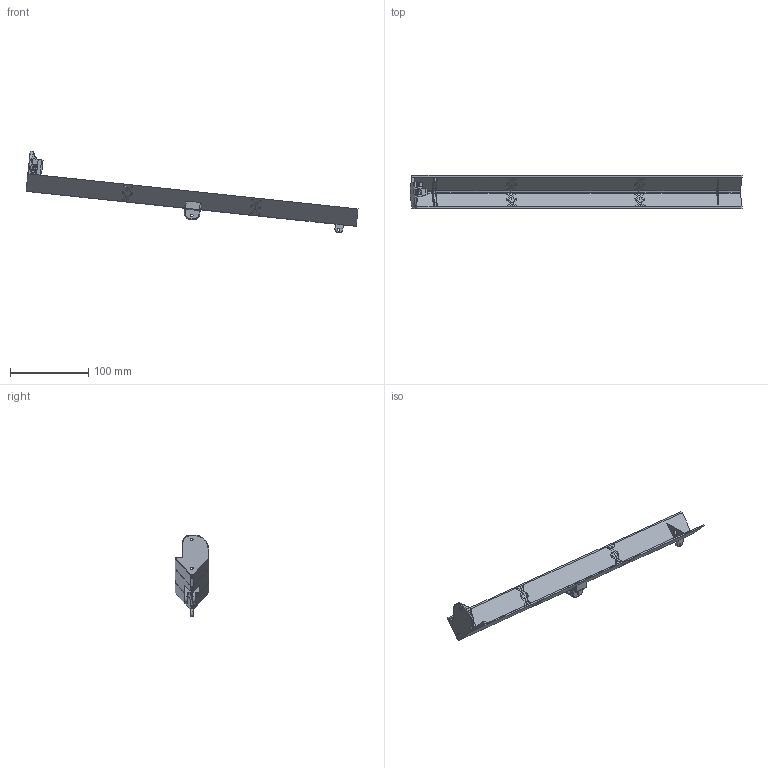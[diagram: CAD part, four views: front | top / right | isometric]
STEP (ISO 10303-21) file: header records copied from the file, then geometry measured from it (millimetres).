
FILE_DESCRIPTION (( 'STEP AP203' ), '1' );
FILE_NAME ('BALANCE.step_Predeterminado_sldprt.STEP', '2025-01-30T00:13:24', ( '' ), ( '' ), 'SwSTEP 2.0', 'SolidWorks 2025', '' );
FILE_SCHEMA (( 'CONFIG_CONTROL_DESIGN' ));
Length unit declared in the file: millimetre
Products named in the file (1): BALANCE.step_Predeterminado_sldprt
Bounding box: 423.71 x 43 x 104.3 mm (x, y, z)
Volume: 62176 mm3; surface area: 62530.5 mm2
Topology: 12 solids, 12 shells, 910 faces, 2443 edges, 1570 vertices
Faces by surface type: plane 479, cylinder 332, bspline 58, torus 29, sphere 8, cone 4
Entity records: 32174 total; most frequent: CARTESIAN_POINT 9458, ORIENTED_EDGE 4858, DIRECTION 4548, EDGE_CURVE 2429, LINE 1610, VECTOR 1610, VERTEX_POINT 1570, AXIS2_PLACEMENT_3D 1469
